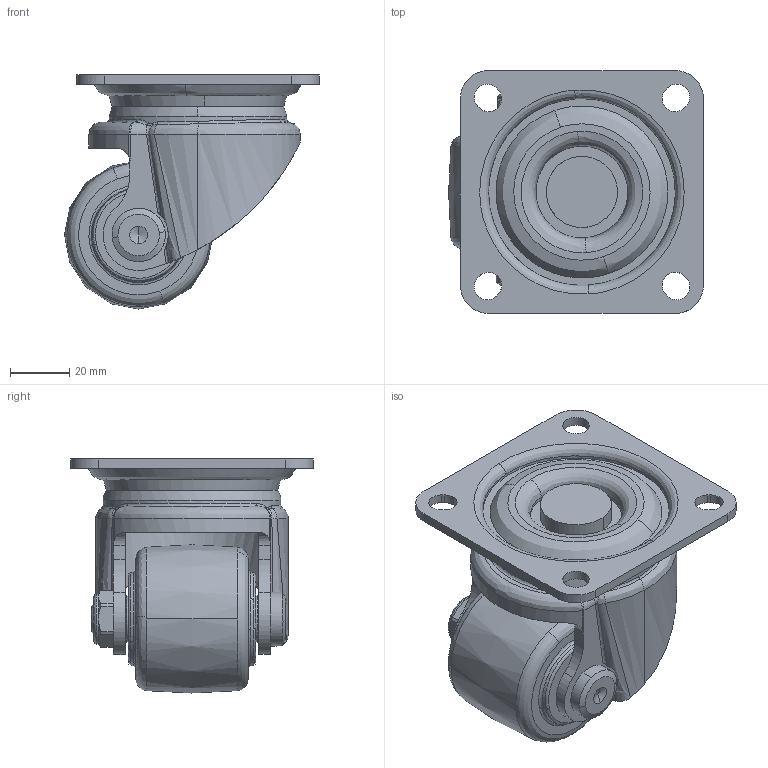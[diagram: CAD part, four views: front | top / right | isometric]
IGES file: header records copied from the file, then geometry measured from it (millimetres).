
Start section: ------------------------------------------------------------------------
Global section: file name: PC50.11624.TCA_54NL_NRB50_18834.igs; native system: spGate; preprocessor: ver17.5.2; author: Unknown; organization: Unknown; date: 210907.164633; units: millimetre
Bounding box: 86 x 82 x 79 mm (x, y, z)
Volume: 168661.2 mm3; surface area: 56789.6 mm2
Topology: 7 solids, 7 shells, 246 faces, 717 edges, 492 vertices
Faces by surface type: bspline 246
